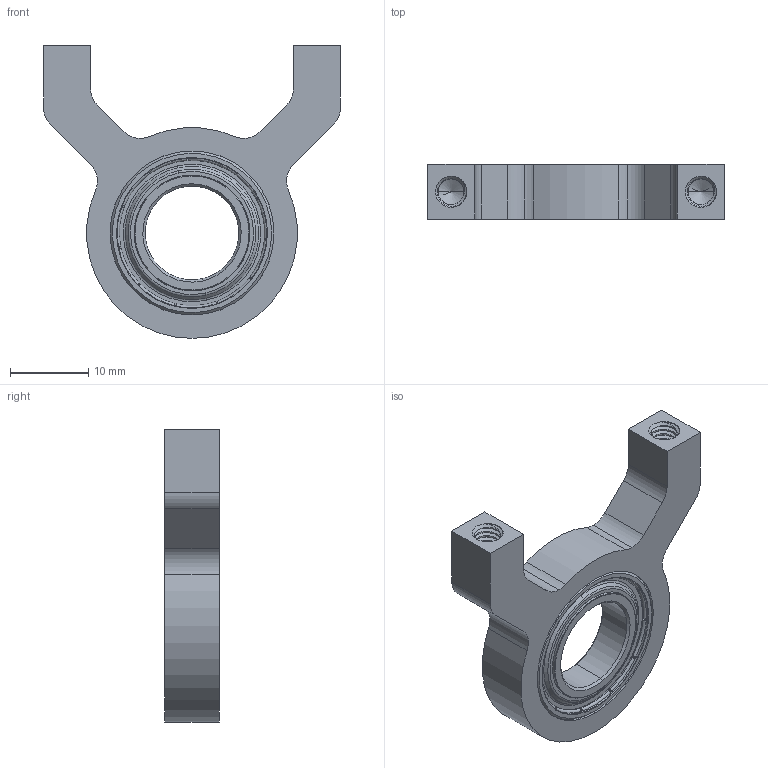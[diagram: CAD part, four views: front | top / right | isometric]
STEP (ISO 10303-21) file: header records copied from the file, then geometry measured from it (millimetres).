
FILE_DESCRIPTION (( 'STEP AP203' ), '1' );
FILE_NAME ('1602-0032-0012 assembly.STEP', '2018-01-18T20:14:01', ( '' ), ( '' ), 'SwSTEP 2.0', 'SolidWorks 2016', '' );
FILE_SCHEMA (( 'CONFIG_CONTROL_DESIGN' ));
Length unit declared in the file: inch
Products named in the file (3): 1600-0521-0012; 1602-0032-0012; 1602-0032-0012 assembly
Assembly tree (2 placements, depth 2):
  1602-0032-0012 assembly
    1602-0032-0012
    1600-0521-0012
Bounding box: 38 x 7 x 37.5 mm (x, y, z)
Volume: 4021 mm3; surface area: 4334.5 mm2
Topology: 25 solids, 25 shells, 272 faces, 599 edges, 386 vertices
Faces by surface type: cylinder 109, plane 73, torus 54, cone 32, bspline 4
Entity records: 12888 total; most frequent: CARTESIAN_POINT 6812, DIRECTION 1265, ORIENTED_EDGE 1190, EDGE_CURVE 595, AXIS2_PLACEMENT_3D 549, VERTEX_POINT 386, EDGE_LOOP 289, CIRCLE 276
